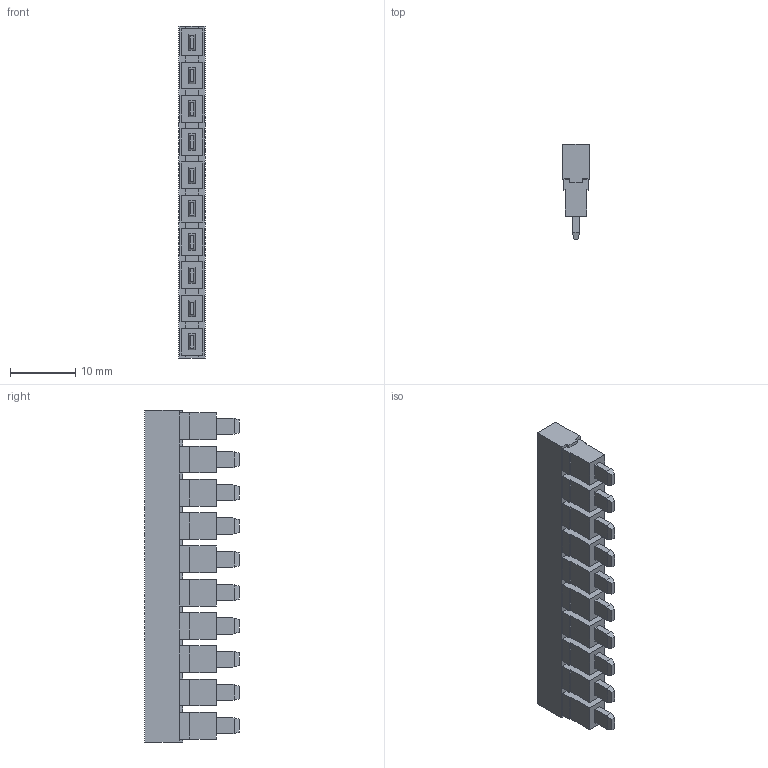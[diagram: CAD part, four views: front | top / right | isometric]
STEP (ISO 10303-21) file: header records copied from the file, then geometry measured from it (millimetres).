
FILE_DESCRIPTION(/* description */ (''),/* implementation_level */ '2;1');
FILE_NAME(/* name */ '3490.8_FQI_2.5-4_10.stp',/* time_stamp */ '2018-06-26T08:49:21+02:00',/* author */ (''),/* organization */ (''),/* preprocessor_version */ 'ST-DEVELOPER v16',/* originating_system */ 'SIEMENS PLM Software NX 10.0',/* authorisation */ '');
FILE_SCHEMA (('CONFIG_CONTROL_DESIGN'));
Length unit declared in the file: millimetre
Products named in the file (1): scho21108117vq3u
Bounding box: 4 x 14.5 x 50.9 mm (x, y, z)
Volume: 1967.6 mm3; surface area: 2063.5 mm2
Topology: 1 solids, 1 shells, 220 faces, 624 edges, 416 vertices
Faces by surface type: plane 220
Entity records: 7080 total; most frequent: CARTESIAN_POINT 1285, ORIENTED_EDGE 1248, DIRECTION 1058, EDGE_CURVE 624, LINE 616, VECTOR 616, VERTEX_POINT 416, EDGE_LOOP 230
